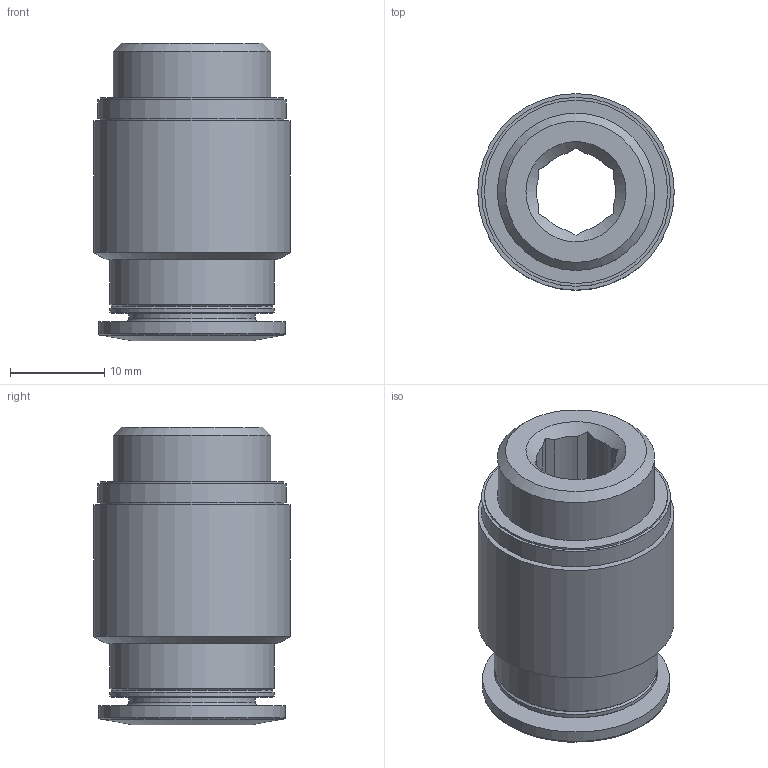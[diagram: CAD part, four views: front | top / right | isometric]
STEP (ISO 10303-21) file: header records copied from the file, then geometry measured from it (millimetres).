
FILE_DESCRIPTION(/* description */ ('STEP AP214'),/* implementation_level */ '2;1');
FILE_NAME(/* name */ '186114_QS-G3_8-12-I',/* time_stamp */ '2024-09-10T10:30:47+02:00',/* author */ ('License CC BY-ND 4.0'),/* organization */ ('CADENAS'),/* preprocessor_version */ 'ST-DEVELOPER v19.3',/* originating_system */ 'PARTsolutions',/* authorisation */ ' ');
FILE_SCHEMA (('AUTOMOTIVE_DESIGN {1 0 10303 214 3 1 1}'));
Length unit declared in the file: millimetre
Products named in the file (1): 186114 QS-G3/8-12-I
Bounding box: 20.8 x 20.8 x 31.5 mm (x, y, z)
Volume: 5868.4 mm3; surface area: 3804.2 mm2
Topology: 1 solids, 1 shells, 47 faces, 103 edges, 65 vertices
Faces by surface type: plane 21, cylinder 16, cone 7, torus 3
Full cylindrical faces by diameter (mm): 12 x1, 13.4 x1, 16.662 x1, 17.4 x2, 19.4 x2, 19.8 x1, 20 x1, 20.8 x1
Entity records: 1549 total; most frequent: CARTESIAN_POINT 230, DIRECTION 206, ORIENTED_EDGE 164, AXIS2_PLACEMENT_3D 88, EDGE_CURVE 82, EDGE_LOOP 76, FACE_BOUND 76, VERTEX_POINT 64
